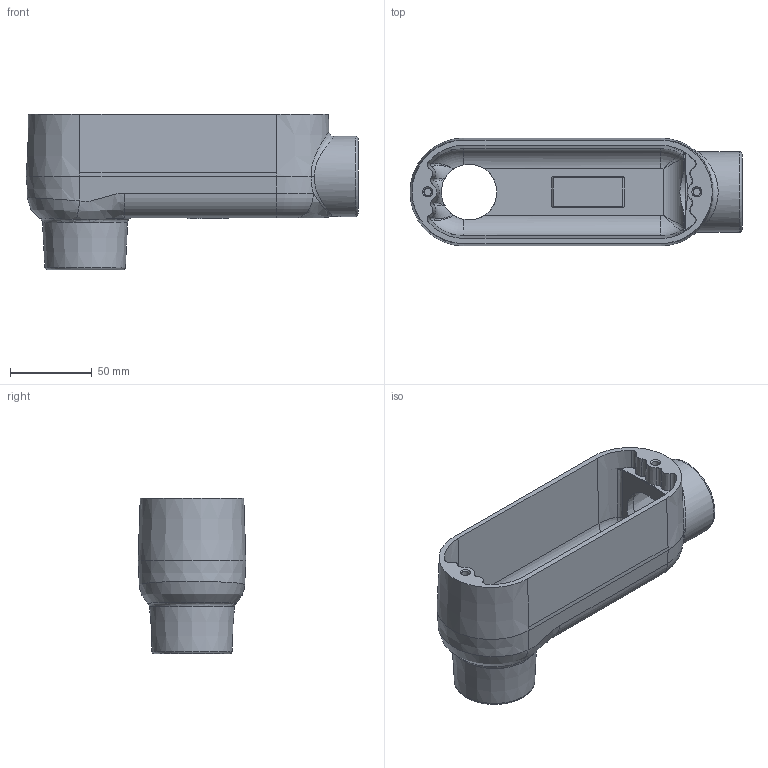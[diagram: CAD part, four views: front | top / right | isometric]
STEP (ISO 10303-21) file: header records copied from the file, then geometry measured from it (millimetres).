
FILE_DESCRIPTION(/* description */ (''),/* implementation_level */ '2;1');
FILE_NAME(/* name */ 'KIL_OLB-4.stp',/* time_stamp */ '2019-12-20T11:54:26+05:00',/* author */ ('kr'),/* organization */ (''),/* preprocessor_version */ 'ST-DEVELOPER v16.13',/* originating_system */ 'Autodesk Inventor 2018',/* authorisation */ '');
FILE_SCHEMA (('AUTOMOTIVE_DESIGN { 1 0 10303 214 3 1 1 }'));
Length unit declared in the file: inch
Products named in the file (1): 17173-1
Bounding box: 203.67 x 66.16 x 95.25 mm (x, y, z)
Volume: 218950.4 mm3; surface area: 82131.3 mm2
Topology: 1 solids, 1 shells, 345 faces, 910 edges, 587 vertices
Faces by surface type: plane 157, bspline 128, cone 40, torus 12, cylinder 8
Full cylindrical faces by diameter (mm): 34.131 x2, 49.212 x1
Entity records: 18432 total; most frequent: CARTESIAN_POINT 10861, ORIENTED_EDGE 1756, DIRECTION 1142, EDGE_CURVE 878, VERTEX_POINT 579, LINE 506, VECTOR 506, EDGE_LOOP 393
